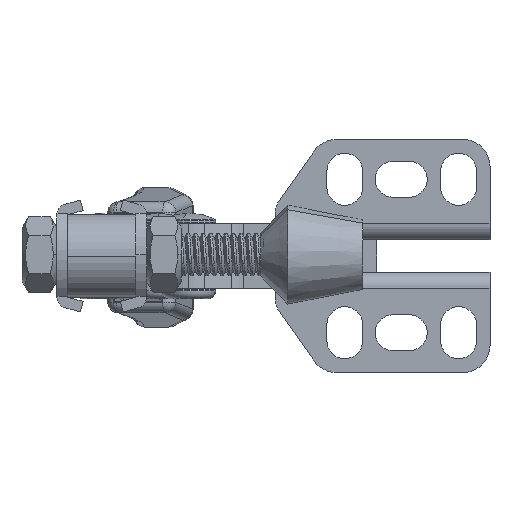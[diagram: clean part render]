
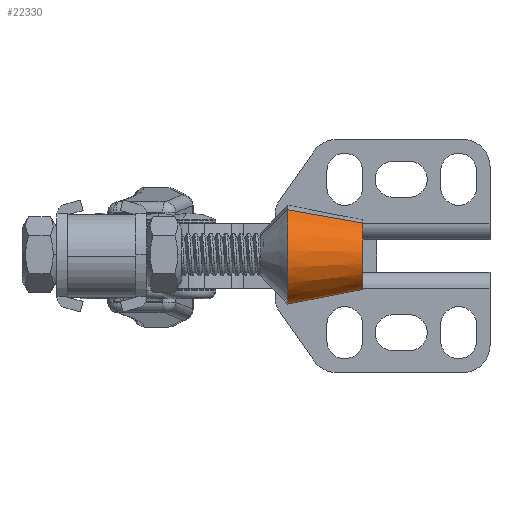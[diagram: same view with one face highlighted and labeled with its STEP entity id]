
A CAD part, left-side view. The second image highlights one B-rep face of the part: STEP entity #22330.
In plain terms, the highlighted conical face has half-angle 11.113 degrees and reference radius 9.25 mm.
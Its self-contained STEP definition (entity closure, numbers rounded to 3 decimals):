
#1668 = AXIS2_PLACEMENT_3D ( 'NONE', #36218, #24551, #6979 ) ;
#2276 = DIRECTION ( 'NONE',  ( 0., -1., 0. ) ) ;
#3199 = DIRECTION ( 'NONE',  ( 0., 0., 1. ) ) ;
#6325 = AXIS2_PLACEMENT_3D ( 'NONE', #37413, #19814, #2276 ) ;
#6979 = DIRECTION ( 'NONE',  ( 0., -1., 0. ) ) ;
#7423 = CARTESIAN_POINT ( 'NONE',  ( 0., -9.25, 5.5 ) ) ;
#9426 = FACE_OUTER_BOUND ( 'NONE', #32921, .T. ) ;
#9621 = VERTEX_POINT ( 'NONE', #30290 ) ;
#10089 = VERTEX_POINT ( 'NONE', #25954 ) ;
#10757 = ORIENTED_EDGE ( 'NONE', *, *, #16121, .T. ) ;
#11537 = CIRCLE ( 'NONE', #16018, 6.5 ) ;
#12722 = EDGE_CURVE ( 'NONE', #9621, #16193, #33511, .T. ) ;
#14444 = CONICAL_SURFACE ( 'NONE', #1668, 9.25, 0.194 ) ;
#16018 = AXIS2_PLACEMENT_3D ( 'NONE', #20738, #3199, #23692 ) ;
#16121 = EDGE_CURVE ( 'NONE', #31340, #9621, #11537, .T. ) ;
#16193 = VERTEX_POINT ( 'NONE', #30269 ) ;
#16762 = CIRCLE ( 'NONE', #6325, 9.25 ) ;
#16777 = CARTESIAN_POINT ( 'NONE',  ( 0., 9.25, 5.5 ) ) ;
#17076 = ORIENTED_EDGE ( 'NONE', *, *, #21517, .F. ) ;
#17999 = CARTESIAN_POINT ( 'NONE',  ( 0., 6.5, -8.5 ) ) ;
#19072 = VECTOR ( 'NONE', #31700, 1000. ) ;
#19511 = ORIENTED_EDGE ( 'NONE', *, *, #21964, .F. ) ;
#19814 = DIRECTION ( 'NONE',  ( 0., 0., 1. ) ) ;
#20738 = CARTESIAN_POINT ( 'NONE',  ( 0., 0., -8.5 ) ) ;
#21517 = EDGE_CURVE ( 'NONE', #31340, #10089, #33809, .T. ) ;
#21964 = EDGE_CURVE ( 'NONE', #10089, #16193, #16762, .T. ) ;
#22330 = ADVANCED_FACE ( 'NONE', ( #9426 ), #14444, .T. ) ;
#23692 = DIRECTION ( 'NONE',  ( 0., -1., 0. ) ) ;
#24551 = DIRECTION ( 'NONE',  ( 0., 0., 1. ) ) ;
#25681 = VECTOR ( 'NONE', #30903, 1000. ) ;
#25954 = CARTESIAN_POINT ( 'NONE',  ( 0., 9.25, 5.5 ) ) ;
#27701 = ORIENTED_EDGE ( 'NONE', *, *, #12722, .T. ) ;
#30269 = CARTESIAN_POINT ( 'NONE',  ( 0., -9.25, 5.5 ) ) ;
#30290 = CARTESIAN_POINT ( 'NONE',  ( 0., -6.5, -8.5 ) ) ;
#30903 = DIRECTION ( 'NONE',  ( 0., -0.193, 0.981 ) ) ;
#31340 = VERTEX_POINT ( 'NONE', #17999 ) ;
#31700 = DIRECTION ( 'NONE',  ( 0., 0.193, 0.981 ) ) ;
#32921 = EDGE_LOOP ( 'NONE', ( #17076, #10757, #27701, #19511 ) ) ;
#33511 = LINE ( 'NONE', #7423, #25681 ) ;
#33809 = LINE ( 'NONE', #16777, #19072 ) ;
#36218 = CARTESIAN_POINT ( 'NONE',  ( 0., 0., 5.5 ) ) ;
#37413 = CARTESIAN_POINT ( 'NONE',  ( 0., 0., 5.5 ) ) ;
